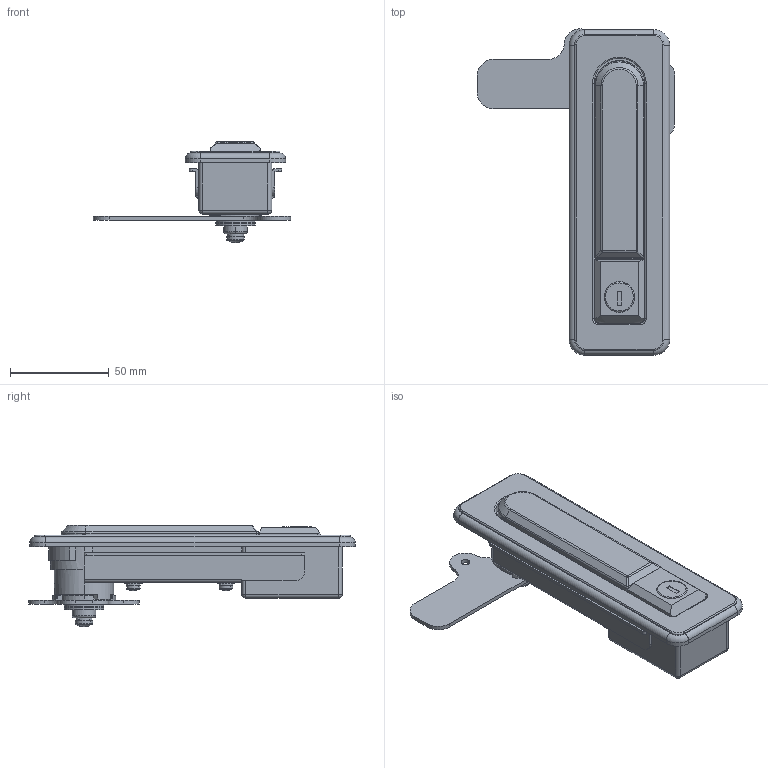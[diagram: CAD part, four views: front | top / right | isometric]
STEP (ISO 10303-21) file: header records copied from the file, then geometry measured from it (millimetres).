
FILE_DESCRIPTION (( 'STEP AP203' ), '1' );
FILE_NAME ('A-1950-A-2.STEP', '2019-07-25T06:08:29', ( '' ), ( '' ), 'SwSTEP 2.0', 'SolidWorks 2014', '' );
FILE_SCHEMA (( 'CONFIG_CONTROL_DESIGN' ));
Length unit declared in the file: millimetre
Products named in the file (16): A-1950-A-2_取付板_; A-1950-A-2_ローターケース_; A-1950-A-2_取付け飾りパネル_; A-1950-A-2_十字穴付小ねじ_内径基準ver1.02__M5x15十字穴付なべ小ねじ(SUS)SWシングルセムス(P2); A-1950-A-2_ストッパー_; A-1950-A-2_取付け金具_; A-1950-A-2_オワンワッシャー_; 0200_公開用_0200-4; A-1950-A-2_取付け本体_; A-1950-A-2_十字穴付小ねじ_内径基準ver1.02__M4x12十字穴付なべ小ねじ(SUS)ダブルセムス(P3); A-1950-A-2_座金_; A-1950-A-2_ハンドル_; A-1950-A-2_パッキン_; A-1950-A-2_ワッシャー_; A-1950-A-2_回転軸_; A-1950-A-2
Assembly tree (17 placements, depth 2):
  A-1950-A-2
    A-1950-A-2_パッキン_
    A-1950-A-2_取付け飾りパネル_
    A-1950-A-2_取付け本体_
    A-1950-A-2_取付け金具_
    A-1950-A-2_ハンドル_
    A-1950-A-2_ローターケース_
    0200_公開用_0200-4
    A-1950-A-2_回転軸_
    A-1950-A-2_ストッパー_
    A-1950-A-2_座金_  x2
    A-1950-A-2_取付板_
    A-1950-A-2_オワンワッシャー_
    A-1950-A-2_ワッシャー_
    A-1950-A-2_十字穴付小ねじ_内径基準ver1.02__M5x15十字穴付なべ小ねじ(SUS)SWシングルセムス(P2)
    A-1950-A-2_十字穴付小ねじ_内径基準ver1.02__M4x12十字穴付なべ小ねじ(SUS)ダブルセムス(P3)  x2
Bounding box: 100 x 165.5 x 51.56 mm (x, y, z)
Volume: 89264.3 mm3; surface area: 115426.2 mm2
Topology: 17 solids, 17 shells, 837 faces, 2130 edges, 1363 vertices
Faces by surface type: plane 431, cylinder 314, torus 53, cone 25, sphere 10, bspline 4
Entity records: 25822 total; most frequent: CARTESIAN_POINT 4503, DIRECTION 4292, ORIENTED_EDGE 3978, EDGE_CURVE 1989, AXIS2_PLACEMENT_3D 1562, VERTEX_POINT 1277, LINE 1168, VECTOR 1168
